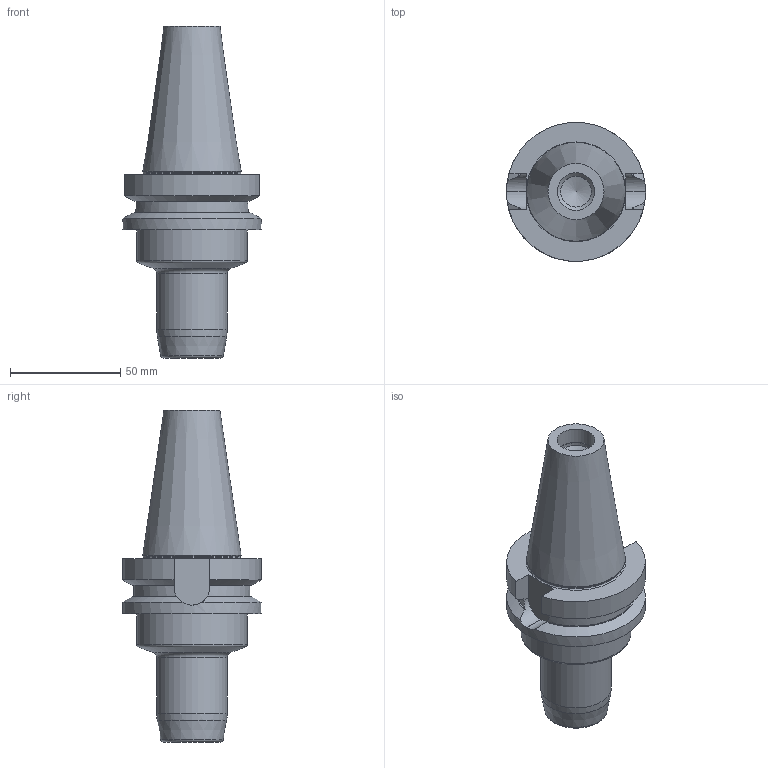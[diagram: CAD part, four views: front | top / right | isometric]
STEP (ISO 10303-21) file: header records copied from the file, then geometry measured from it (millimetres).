
FILE_DESCRIPTION(/* description */ (''),/* implementation_level */ '2;1');
FILE_NAME(/* name */ '6150_1_3d.stp',/* time_stamp */ '2017-03-31T11:15:18+02:00',/* author */ (''),/* organization */ ('SMS'),/* preprocessor_version */ 'ST-DEVELOPER v15',/* originating_system */ 'SIEMENS PLM Software NX 8.5',/* authorisation */ '');
FILE_SCHEMA (('AUTOMOTIVE_DESIGN { 1 0 10303 214 3 1 1 1 }'));
Length unit declared in the file: millimetre
Products named in the file (1): 6150_1_3D
Bounding box: 62.98 x 62.89 x 150.4 mm (x, y, z)
Volume: 191541.1 mm3; surface area: 26684.7 mm2
Topology: 1 solids, 1 shells, 50 faces, 125 edges, 78 vertices
Faces by surface type: plane 19, cylinder 15, cone 11, torus 4, bspline 1
Full cylindrical faces by diameter (mm): 14 x1, 17.014 x1, 17.413 x1, 32 x1, 44 x1, 50 x1, 62.977 x1
Entity records: 1430 total; most frequent: CARTESIAN_POINT 302, DIRECTION 234, ORIENTED_EDGE 200, EDGE_CURVE 100, AXIS2_PLACEMENT_3D 97, VERTEX_POINT 73, EDGE_LOOP 70, ADVANCED_FACE 50
